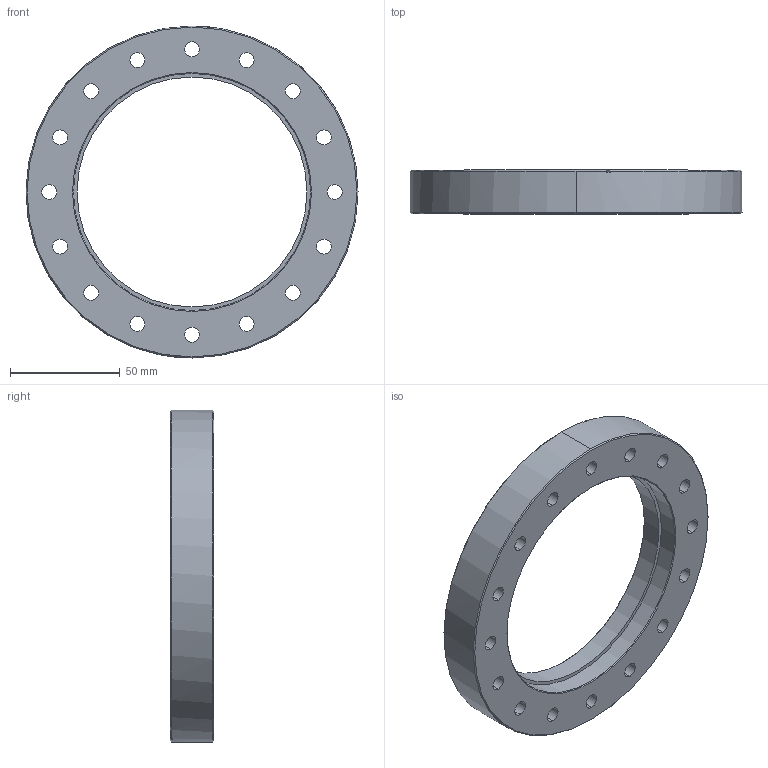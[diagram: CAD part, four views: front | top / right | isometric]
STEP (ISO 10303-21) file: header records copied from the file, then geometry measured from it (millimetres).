
FILE_DESCRIPTION (( 'STEP AP214' ), '1' );
FILE_NAME ('Hositrad_CF100-108-T.STEP', '2017-05-01T12:39:48', ( 'Gebruiker' ), ( '' ), 'SwSTEP 2.0', 'SolidWorks 2017', '' );
FILE_SCHEMA (( 'AUTOMOTIVE_DESIGN' ));
Length unit declared in the file: millimetre
Products named in the file (1): Hositrad_CF100-108-T
Bounding box: 151.6 x 19.9 x 151.6 mm (x, y, z)
Volume: 166961.5 mm3; surface area: 40595.7 mm2
Topology: 1 solids, 1 shells, 64 faces, 172 edges, 111 vertices
Faces by surface type: cylinder 40, cone 13, plane 11
Entity records: 2507 total; most frequent: DIRECTION 399, CARTESIAN_POINT 360, ORIENTED_EDGE 344, EDGE_CURVE 172, AXIS2_PLACEMENT_3D 166, VERTEX_POINT 111, CIRCLE 101, EDGE_LOOP 99
